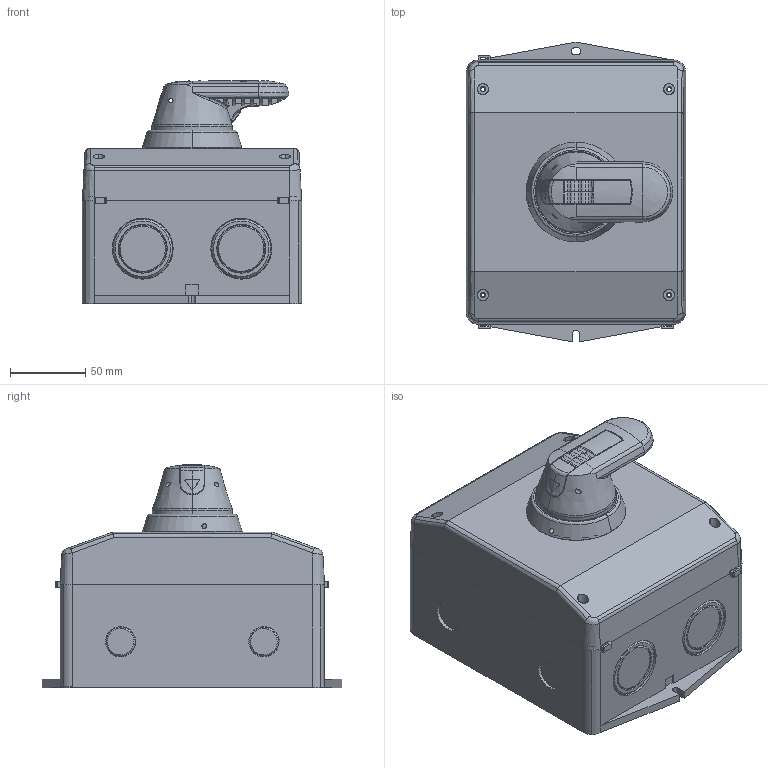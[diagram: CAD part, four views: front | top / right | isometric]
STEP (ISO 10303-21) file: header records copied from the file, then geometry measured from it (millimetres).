
FILE_DESCRIPTION (( 'STEP AP214' ), '1' );
FILE_NAME ('OUT-1213776.STEP', '2024-10-02T19:27:03', ( '' ), ( '' ), 'SwSTEP 2.0', 'SolidWorks 2021', '' );
FILE_SCHEMA (( 'AUTOMOTIVE_DESIGN' ));
Length unit declared in the file: millimetre
Products named in the file (1): OUT-1213776
Bounding box: 146 x 199.58 x 148.5 mm (x, y, z)
Surface area: 307343.5 mm2 (no closed solid volume)
Topology: 0 solids, 18 shells, 1649 faces, 4455 edges, 2895 vertices
Faces by surface type: bspline 1268, plane 180, cylinder 111, torus 45, cone 36, sphere 9
Entity records: 82529 total; most frequent: CARTESIAN_POINT 38013, ORIENTED_EDGE 8775, EDGE_CURVE 4451, DIRECTION 3407, VERTEX_POINT 2901, VECTOR 1943, LINE 1943, EDGE_LOOP 1810
